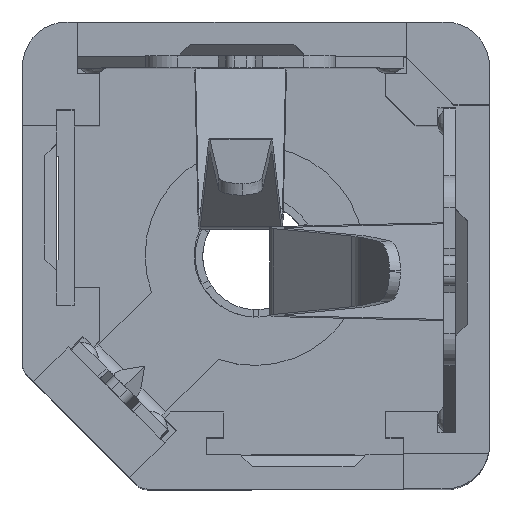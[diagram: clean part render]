
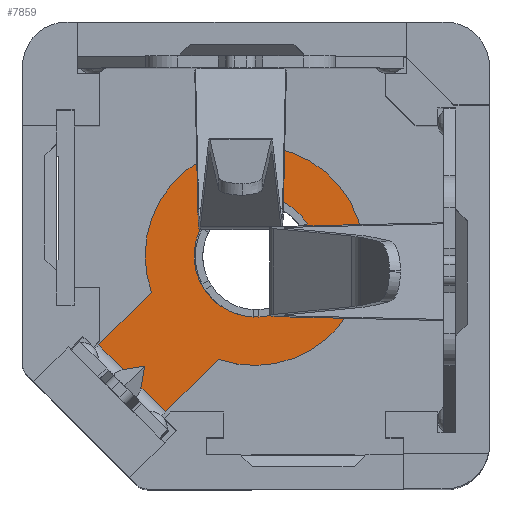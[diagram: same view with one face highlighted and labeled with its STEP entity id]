
A CAD part, top view. The second image highlights one B-rep face of the part: STEP entity #7859.
In plain terms, the highlighted face is planar.
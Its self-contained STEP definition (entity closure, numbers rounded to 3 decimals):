
#7713=CARTESIAN_POINT('',(-2.33,-3.777,1.39));
#7714=VERTEX_POINT('',#7713);
#7721=CARTESIAN_POINT('',(-2.33,-4.194,0.8));
#7722=VERTEX_POINT('',#7721);
#7723=CARTESIAN_POINT('',(-2.33,-4.194,0.8));
#7724=DIRECTION('',(0.0,0.577,0.816));
#7725=VECTOR('',#7724,0.723);
#7726=LINE('',#7723,#7725);
#7727=EDGE_CURVE('',#7722,#7714,#7726,.T.);
#7745=CARTESIAN_POINT('',(-2.33,-3.36,0.8));
#7746=VERTEX_POINT('',#7745);
#7754=CARTESIAN_POINT('',(-2.33,-3.777,1.39));
#7755=DIRECTION('',(0.0,0.577,-0.816));
#7756=VECTOR('',#7755,0.723);
#7757=LINE('',#7754,#7756);
#7758=EDGE_CURVE('',#7714,#7746,#7757,.T.);
#7800=CARTESIAN_POINT('',(-2.33,-3.777,2.45));
#7801=DIRECTION('',(1.0,0.0,0.0));
#7802=DIRECTION('',(0.0,0.0,-1.0));
#7803=AXIS2_PLACEMENT_3D('',#7800,#7801,#7802);
#7804=PLANE('',#7803);
#7805=ORIENTED_EDGE('',*,*,#7727,.T.);
#7806=ORIENTED_EDGE('',*,*,#7758,.T.);
#7807=CARTESIAN_POINT('',(-2.33,-2.177,0.8));
#7808=VERTEX_POINT('',#7807);
#7809=CARTESIAN_POINT('',(-2.33,-2.177,0.8));
#7810=DIRECTION('',(0.0,-1.0,0.0));
#7811=VECTOR('',#7810,1.183);
#7812=LINE('',#7809,#7811);
#7813=EDGE_CURVE('',#7808,#7746,#7812,.T.);
#7814=ORIENTED_EDGE('',*,*,#7813,.F.);
#7815=CARTESIAN_POINT('',(-2.33,-2.177,3.314));
#7816=VERTEX_POINT('',#7815);
#7817=CARTESIAN_POINT('',(-2.33,-2.177,3.314));
#7818=DIRECTION('',(0.0,0.0,-1.0));
#7819=VECTOR('',#7818,2.514);
#7820=LINE('',#7817,#7819);
#7821=EDGE_CURVE('',#7816,#7808,#7820,.T.);
#7822=ORIENTED_EDGE('',*,*,#7821,.F.);
#7823=CARTESIAN_POINT('',(-2.33,-5.377,3.314));
#7824=VERTEX_POINT('',#7823);
#7825=CARTESIAN_POINT('',(-2.33,-3.777,6.65));
#7826=DIRECTION('',(-1.0,0.0,0.0));
#7827=DIRECTION('',(0.0,0.0,-1.0));
#7828=AXIS2_PLACEMENT_3D('',#7825,#7826,#7827);
#7829=CIRCLE('',#7828,3.7);
#7830=EDGE_CURVE('',#7824,#7816,#7829,.T.);
#7831=ORIENTED_EDGE('',*,*,#7830,.F.);
#7832=CARTESIAN_POINT('',(-2.33,-5.377,0.8));
#7833=VERTEX_POINT('',#7832);
#7834=CARTESIAN_POINT('',(-2.33,-5.377,0.8));
#7835=DIRECTION('',(0.0,0.0,1.0));
#7836=VECTOR('',#7835,2.514);
#7837=LINE('',#7834,#7836);
#7838=EDGE_CURVE('',#7833,#7824,#7837,.T.);
#7839=ORIENTED_EDGE('',*,*,#7838,.F.);
#7840=CARTESIAN_POINT('',(-2.33,-4.194,0.8));
#7841=DIRECTION('',(0.0,-1.0,0.0));
#7842=VECTOR('',#7841,1.183);
#7843=LINE('',#7840,#7842);
#7844=EDGE_CURVE('',#7722,#7833,#7843,.T.);
#7845=ORIENTED_EDGE('',*,*,#7844,.F.);
#7846=EDGE_LOOP('',(#7805,#7806,#7814,#7822,#7831,#7839,#7845));
#7847=FACE_OUTER_BOUND('',#7846,.T.);
#7848=CARTESIAN_POINT('',(-2.33,-3.777,8.7));
#7849=VERTEX_POINT('',#7848);
#7850=CARTESIAN_POINT('',(-2.33,-3.777,6.65));
#7851=DIRECTION('',(-1.0,0.0,0.0));
#7852=DIRECTION('',(0.0,0.0,-1.0));
#7853=AXIS2_PLACEMENT_3D('',#7850,#7851,#7852);
#7854=CIRCLE('',#7853,2.05);
#7855=EDGE_CURVE('',#7849,#7849,#7854,.T.);
#7856=ORIENTED_EDGE('',*,*,#7855,.T.);
#7857=EDGE_LOOP('',(#7856));
#7858=FACE_BOUND('',#7857,.T.);
#7859=ADVANCED_FACE('',(#7847,#7858),#7804,.T.);
